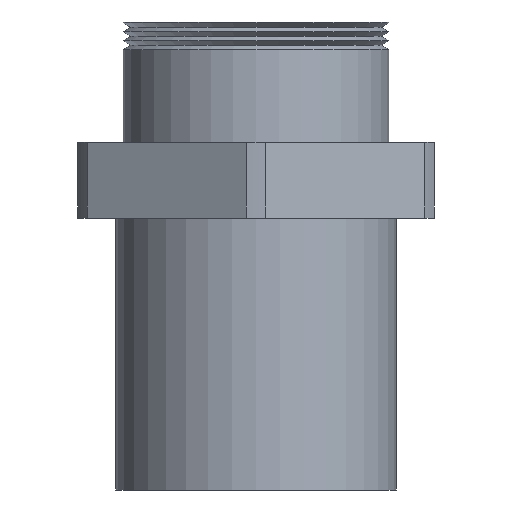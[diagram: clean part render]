
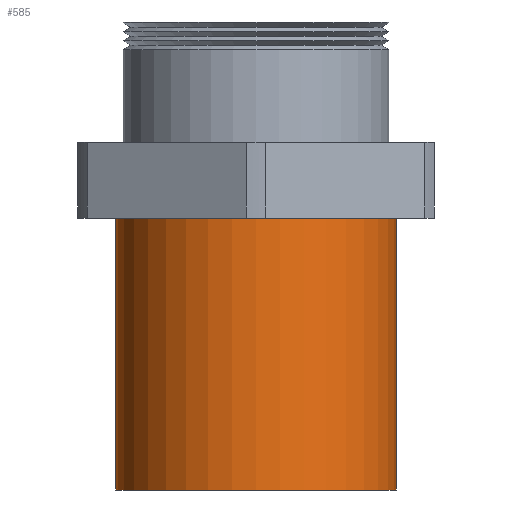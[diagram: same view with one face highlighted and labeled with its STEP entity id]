
A CAD part, front view. The second image highlights one B-rep face of the part: STEP entity #585.
In plain terms, the highlighted cylindrical face has radius 31.5 mm (diameter 63 mm), a partial arc.
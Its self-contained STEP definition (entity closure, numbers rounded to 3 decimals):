
#15 = VECTOR ( 'NONE', #764, 1000. ) ;
#33 = DIRECTION ( 'NONE',  ( 1., 0., 0. ) ) ;
#37 = CARTESIAN_POINT ( 'NONE',  ( -31.5, 0., -44. ) ) ;
#49 = AXIS2_PLACEMENT_3D ( 'NONE', #202, #748, #33 ) ;
#202 = CARTESIAN_POINT ( 'NONE',  ( 0., 0., -105. ) ) ;
#261 = CIRCLE ( 'NONE', #315, 31.5 ) ;
#309 = EDGE_CURVE ( 'NONE', #466, #418, #480, .T. ) ;
#315 = AXIS2_PLACEMENT_3D ( 'NONE', #897, #1179, #1081 ) ;
#326 = ORIENTED_EDGE ( 'NONE', *, *, #707, .F. ) ;
#338 = DIRECTION ( 'NONE',  ( 0., 0., 1. ) ) ;
#411 = CARTESIAN_POINT ( 'NONE',  ( -31.5, 0., -105. ) ) ;
#418 = VERTEX_POINT ( 'NONE', #1057 ) ;
#441 = LINE ( 'NONE', #533, #841 ) ;
#466 = VERTEX_POINT ( 'NONE', #411 ) ;
#480 = CIRCLE ( 'NONE', #49, 31.5 ) ;
#507 = VERTEX_POINT ( 'NONE', #598 ) ;
#533 = CARTESIAN_POINT ( 'NONE',  ( -31.5, 0., 0. ) ) ;
#572 = CARTESIAN_POINT ( 'NONE',  ( 31.5, 0., 0. ) ) ;
#585 = ADVANCED_FACE ( 'NONE', ( #1000 ), #636, .T. ) ;
#598 = CARTESIAN_POINT ( 'NONE',  ( 31.5, 0., -44. ) ) ;
#614 = DIRECTION ( 'NONE',  ( 1., 0., 0. ) ) ;
#636 = CYLINDRICAL_SURFACE ( 'NONE', #896, 31.5 ) ;
#663 = LINE ( 'NONE', #572, #15 ) ;
#701 = EDGE_CURVE ( 'NONE', #466, #974, #441, .T. ) ;
#707 = EDGE_CURVE ( 'NONE', #974, #507, #261, .T. ) ;
#711 = ORIENTED_EDGE ( 'NONE', *, *, #309, .T. ) ;
#717 = CARTESIAN_POINT ( 'NONE',  ( 0., 0., 0. ) ) ;
#742 = ORIENTED_EDGE ( 'NONE', *, *, #1162, .T. ) ;
#748 = DIRECTION ( 'NONE',  ( 0., 0., 1. ) ) ;
#764 = DIRECTION ( 'NONE',  ( 0., 0., 1. ) ) ;
#817 = EDGE_LOOP ( 'NONE', ( #993, #711, #742, #326 ) ) ;
#841 = VECTOR ( 'NONE', #1093, 1000. ) ;
#896 = AXIS2_PLACEMENT_3D ( 'NONE', #717, #338, #614 ) ;
#897 = CARTESIAN_POINT ( 'NONE',  ( 0., 0., -44. ) ) ;
#974 = VERTEX_POINT ( 'NONE', #37 ) ;
#993 = ORIENTED_EDGE ( 'NONE', *, *, #701, .F. ) ;
#1000 = FACE_OUTER_BOUND ( 'NONE', #817, .T. ) ;
#1057 = CARTESIAN_POINT ( 'NONE',  ( 31.5, 0., -105. ) ) ;
#1081 = DIRECTION ( 'NONE',  ( 1., 0., 0. ) ) ;
#1093 = DIRECTION ( 'NONE',  ( 0., 0., 1. ) ) ;
#1162 = EDGE_CURVE ( 'NONE', #418, #507, #663, .T. ) ;
#1179 = DIRECTION ( 'NONE',  ( 0., 0., 1. ) ) ;
